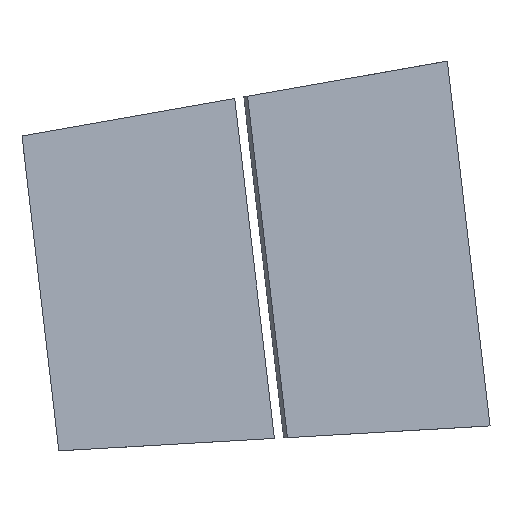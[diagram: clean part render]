
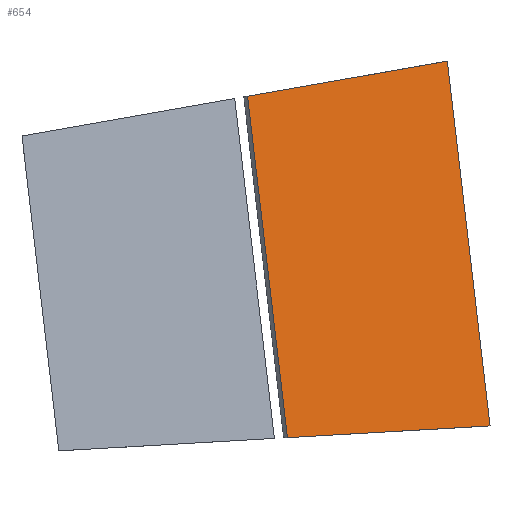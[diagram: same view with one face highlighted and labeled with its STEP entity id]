
A CAD part, top view. The second image highlights one B-rep face of the part: STEP entity #654.
In plain terms, the highlighted planar face has unit normal (0.229, 0.027, 0.973).
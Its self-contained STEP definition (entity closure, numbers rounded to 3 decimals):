
#383 = PLANE('',#384);
#384 = AXIS2_PLACEMENT_3D('',#385,#386,#387);
#385 = CARTESIAN_POINT('',(4.407,-24.996,0.));
#386 = DIRECTION('',(0.174,-0.985,0.));
#387 = DIRECTION('',(0.,0.,-1.));
#409 = PLANE('',#410);
#410 = AXIS2_PLACEMENT_3D('',#411,#412,#413);
#411 = CARTESIAN_POINT('',(9027.479,1050.72,
    5153.641));
#412 = DIRECTION('',(-0.967,-0.113,0.23));
#413 = DIRECTION('',(-0.232,0.,-0.973));
#435 = PLANE('',#436);
#436 = AXIS2_PLACEMENT_3D('',#437,#438,#439);
#437 = CARTESIAN_POINT('',(-0.964,16.547,0.));
#438 = DIRECTION('',(0.058,-0.998,0.));
#439 = DIRECTION('',(0.,0.,-1.));
#459 = PLANE('',#460);
#460 = AXIS2_PLACEMENT_3D('',#461,#462,#463);
#461 = CARTESIAN_POINT('',(1479.559,177.376,
    -10996.864));
#462 = DIRECTION('',(0.888,0.104,-0.448));
#463 = DIRECTION('',(-0.451,0.,-0.893
    ));
#474 = VERTEX_POINT('',#475);
#475 = CARTESIAN_POINT('',(9728.17,1689.566,
    5685.129));
#494 = EDGE_CURVE('',#474,#495,#497,.T.);
#495 = VERTEX_POINT('',#496);
#496 = CARTESIAN_POINT('',(9126.336,1583.446,
    5829.573));
#497 = SURFACE_CURVE('',#498,(#502,#508),.PCURVE_S1.);
#498 = LINE('',#499,#500);
#499 = CARTESIAN_POINT('',(-1879.47,-357.174,
    8471.041));
#500 = VECTOR('',#501,1.);
#501 = DIRECTION('',(-0.958,-0.169,0.23));
#502 = PCURVE('',#383,#503);
#503 = DEFINITIONAL_REPRESENTATION('',(#504),#507);
#504 = B_SPLINE_CURVE_WITH_KNOTS('',1,(#505,#506),.UNSPECIFIED.,.F.,.F.,
  (2,2),(-12260.808,-10639.521),
  .PIECEWISE_BEZIER_KNOTS.);
#505 = CARTESIAN_POINT('',(-5650.778,10019.099));
#506 = CARTESIAN_POINT('',(-6023.711,8441.287));
#507 = ( GEOMETRIC_REPRESENTATION_CONTEXT(2) 
PARAMETRIC_REPRESENTATION_CONTEXT() REPRESENTATION_CONTEXT('2D SPACE',''
  ) );
#508 = PCURVE('',#509,#514);
#509 = PLANE('',#510);
#510 = AXIS2_PLACEMENT_3D('',#511,#512,#513);
#511 = CARTESIAN_POINT('',(-5592.072,-649.179,
    9352.123));
#512 = DIRECTION('',(0.229,0.027,0.973));
#513 = DIRECTION('',(0.973,0.,-0.229)
  );
#514 = DEFINITIONAL_REPRESENTATION('',(#515),#518);
#515 = B_SPLINE_CURVE_WITH_KNOTS('',1,(#516,#517),.UNSPECIFIED.,.F.,.F.,
  (2,2),(-12260.808,-10639.521),
  .PIECEWISE_BEZIER_KNOTS.);
#516 = CARTESIAN_POINT('',(15900.051,2364.828));
#517 = CARTESIAN_POINT('',(14302.1,2090.746));
#518 = ( GEOMETRIC_REPRESENTATION_CONTEXT(2) 
PARAMETRIC_REPRESENTATION_CONTEXT() REPRESENTATION_CONTEXT('2D SPACE',''
  ) );
#544 = EDGE_CURVE('',#474,#545,#547,.T.);
#545 = VERTEX_POINT('',#546);
#546 = CARTESIAN_POINT('',(9856.611,590.685,
    5685.129));
#547 = SURFACE_CURVE('',#548,(#552,#558),.PCURVE_S1.);
#548 = LINE('',#549,#550);
#549 = CARTESIAN_POINT('',(9791.367,1148.886,
    5685.129));
#550 = VECTOR('',#551,1.);
#551 = DIRECTION('',(0.116,-0.993,0.)
  );
#552 = PCURVE('',#459,#553);
#553 = DEFINITIONAL_REPRESENTATION('',(#554),#557);
#554 = B_SPLINE_CURVE_WITH_KNOTS('',1,(#555,#556),.UNSPECIFIED.,.F.,.F.,
  (2,2),(-659.445,692.524),.PIECEWISE_BEZIER_KNOTS.);
#555 = CARTESIAN_POINT('',(-18603.211,1635.325));
#556 = CARTESIAN_POINT('',(-18673.969,285.208));
#557 = ( GEOMETRIC_REPRESENTATION_CONTEXT(2) 
PARAMETRIC_REPRESENTATION_CONTEXT() REPRESENTATION_CONTEXT('2D SPACE',''
  ) );
#558 = PCURVE('',#509,#559);
#559 = DEFINITIONAL_REPRESENTATION('',(#560),#563);
#560 = B_SPLINE_CURVE_WITH_KNOTS('',1,(#561,#562),.UNSPECIFIED.,.F.,.F.,
  (2,2),(-659.445,692.524),.PIECEWISE_BEZIER_KNOTS.);
#561 = CARTESIAN_POINT('',(15739.859,2453.93));
#562 = CARTESIAN_POINT('',(15892.646,1110.621));
#563 = ( GEOMETRIC_REPRESENTATION_CONTEXT(2) 
PARAMETRIC_REPRESENTATION_CONTEXT() REPRESENTATION_CONTEXT('2D SPACE',''
  ) );
#589 = VERTEX_POINT('',#590);
#590 = CARTESIAN_POINT('',(9246.526,555.151,
    5829.573));
#611 = EDGE_CURVE('',#545,#589,#612,.T.);
#612 = SURFACE_CURVE('',#613,(#617,#623),.PCURVE_S1.);
#613 = LINE('',#614,#615);
#614 = CARTESIAN_POINT('',(-1910.882,-94.693,
    8471.213));
#615 = VECTOR('',#616,1.);
#616 = DIRECTION('',(-0.972,-0.057,0.23)
  );
#617 = PCURVE('',#435,#618);
#618 = DEFINITIONAL_REPRESENTATION('',(#619),#622);
#619 = B_SPLINE_CURVE_WITH_KNOTS('',1,(#620,#621),.UNSPECIFIED.,.F.,.F.,
  (2,2),(-12261.557,-10640.27),
  .PIECEWISE_BEZIER_KNOTS.);
#620 = CARTESIAN_POINT('',(-5650.778,10019.612));
#621 = CARTESIAN_POINT('',(-6023.711,8441.799));
#622 = ( GEOMETRIC_REPRESENTATION_CONTEXT(2) 
PARAMETRIC_REPRESENTATION_CONTEXT() REPRESENTATION_CONTEXT('2D SPACE',''
  ) );
#623 = PCURVE('',#509,#624);
#624 = DEFINITIONAL_REPRESENTATION('',(#625),#628);
#625 = B_SPLINE_CURVE_WITH_KNOTS('',1,(#626,#627),.UNSPECIFIED.,.F.,.F.,
  (2,2),(-12261.557,-10640.27),
  .PIECEWISE_BEZIER_KNOTS.);
#626 = CARTESIAN_POINT('',(16026.992,1248.761));
#627 = CARTESIAN_POINT('',(14408.304,1156.987));
#628 = ( GEOMETRIC_REPRESENTATION_CONTEXT(2) 
PARAMETRIC_REPRESENTATION_CONTEXT() REPRESENTATION_CONTEXT('2D SPACE',''
  ) );
#636 = EDGE_CURVE('',#495,#589,#637,.T.);
#637 = SURFACE_CURVE('',#638,(#642,#648),.PCURVE_S1.);
#638 = LINE('',#639,#640);
#639 = CARTESIAN_POINT('',(9185.919,1073.68,
    5829.573));
#640 = VECTOR('',#641,1.);
#641 = DIRECTION('',(0.116,-0.993,0.)
  );
#642 = PCURVE('',#409,#643);
#643 = DEFINITIONAL_REPRESENTATION('',(#644),#647);
#644 = B_SPLINE_CURVE_WITH_KNOTS('',1,(#645,#646),.UNSPECIFIED.,.F.,.F.,
  (2,2),(-637.546,654.749),.PIECEWISE_BEZIER_KNOTS.);
#645 = CARTESIAN_POINT('',(-677.086,-660.423));
#646 = CARTESIAN_POINT('',(-711.873,631.404));
#647 = ( GEOMETRIC_REPRESENTATION_CONTEXT(2) 
PARAMETRIC_REPRESENTATION_CONTEXT() REPRESENTATION_CONTEXT('2D SPACE',''
  ) );
#648 = PCURVE('',#509,#649);
#649 = DEFINITIONAL_REPRESENTATION('',(#650),#653);
#650 = B_SPLINE_CURVE_WITH_KNOTS('',1,(#651,#652),.UNSPECIFIED.,.F.,.F.,
  (2,2),(-637.546,654.749),.PIECEWISE_BEZIER_KNOTS.);
#651 = CARTESIAN_POINT('',(15119.898,2356.938));
#652 = CARTESIAN_POINT('',(15265.94,1072.921));
#653 = ( GEOMETRIC_REPRESENTATION_CONTEXT(2) 
PARAMETRIC_REPRESENTATION_CONTEXT() REPRESENTATION_CONTEXT('2D SPACE',''
  ) );
#654 = ADVANCED_FACE('',(#655),#509,.T.);
#655 = FACE_BOUND('',#656,.T.);
#656 = EDGE_LOOP('',(#657,#658,#659,#660));
#657 = ORIENTED_EDGE('',*,*,#544,.F.);
#658 = ORIENTED_EDGE('',*,*,#494,.T.);
#659 = ORIENTED_EDGE('',*,*,#636,.T.);
#660 = ORIENTED_EDGE('',*,*,#611,.F.);
